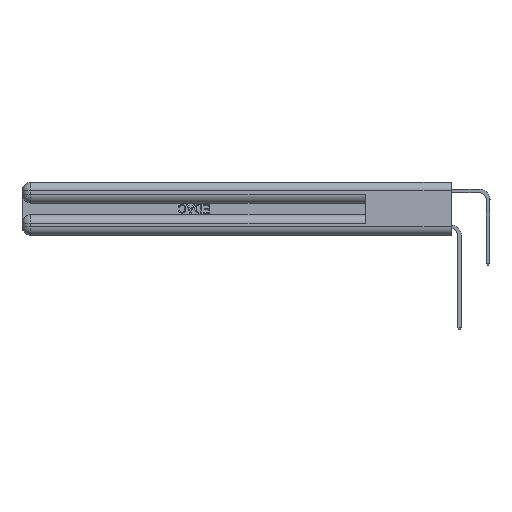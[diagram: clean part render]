
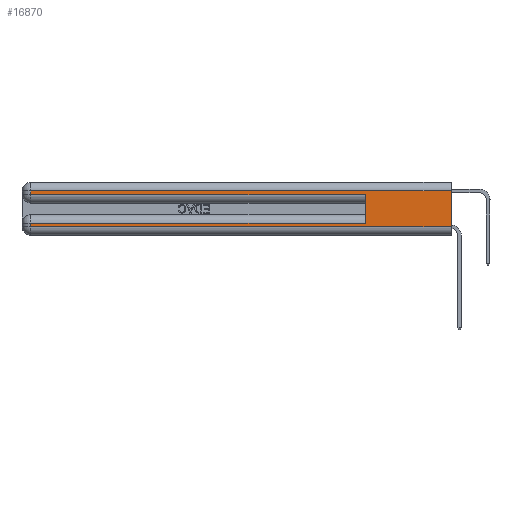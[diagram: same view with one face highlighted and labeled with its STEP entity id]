
A CAD part, left-side view. The second image highlights one B-rep face of the part: STEP entity #16870.
In plain terms, the highlighted planar face has unit normal (-1, 0, 0).
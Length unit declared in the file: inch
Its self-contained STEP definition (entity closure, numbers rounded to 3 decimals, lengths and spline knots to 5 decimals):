
#318 = ORIENTED_EDGE ( 'NONE', *, *, #26695, .T. ) ;
#428 = DIRECTION ( 'NONE',  ( 0., 1., 0. ) ) ;
#473 = CARTESIAN_POINT ( 'NONE',  ( 0., 2.94, 0.37 ) ) ;
#508 = DIRECTION ( 'NONE',  ( 0., 0., -1. ) ) ;
#1096 = DIRECTION ( 'NONE',  ( 0., 0., -1. ) ) ;
#1279 = VECTOR ( 'NONE', #1372, 39.37008 ) ;
#1286 = LINE ( 'NONE', #33574, #19920 ) ;
#1358 = DIRECTION ( 'NONE',  ( 0., -1., 0. ) ) ;
#1372 = DIRECTION ( 'NONE',  ( 0., -1., 0. ) ) ;
#2027 = EDGE_CURVE ( 'NONE', #20882, #7398, #3935, .T. ) ;
#2418 = VECTOR ( 'NONE', #16643, 39.37008 ) ;
#2526 = FACE_OUTER_BOUND ( 'NONE', #10955, .T. ) ;
#3935 = LINE ( 'NONE', #473, #25235 ) ;
#4616 = ORIENTED_EDGE ( 'NONE', *, *, #4640, .T. ) ;
#4640 = EDGE_CURVE ( 'NONE', #12335, #20882, #25525, .T. ) ;
#6746 = LINE ( 'NONE', #22244, #2418 ) ;
#7398 = VERTEX_POINT ( 'NONE', #10407 ) ;
#8658 = CARTESIAN_POINT ( 'NONE',  ( 0., 0., 0.085 ) ) ;
#8942 = VECTOR ( 'NONE', #16451, 39.37008 ) ;
#9184 = CARTESIAN_POINT ( 'NONE',  ( 0., 0., 0.37 ) ) ;
#9450 = CARTESIAN_POINT ( 'NONE',  ( 0., 2.94, 0.31 ) ) ;
#10407 = CARTESIAN_POINT ( 'NONE',  ( 0., 2.94, 0.06 ) ) ;
#10955 = EDGE_LOOP ( 'NONE', ( #17876, #318, #30814, #32328, #29278, #4616, #27304, #29136 ) ) ;
#11853 = DIRECTION ( 'NONE',  ( 1., 0., 0. ) ) ;
#12218 = EDGE_CURVE ( 'NONE', #7398, #28986, #15180, .T. ) ;
#12234 = CARTESIAN_POINT ( 'NONE',  ( 0., 0.6, 0.145 ) ) ;
#12335 = VERTEX_POINT ( 'NONE', #14744 ) ;
#12387 = CARTESIAN_POINT ( 'NONE',  ( 0., 2.94, 0.285 ) ) ;
#13614 = CARTESIAN_POINT ( 'NONE',  ( 0., 0.6, 0.285 ) ) ;
#14744 = CARTESIAN_POINT ( 'NONE',  ( 0., 0.6, 0.085 ) ) ;
#15180 = LINE ( 'NONE', #26001, #28694 ) ;
#16451 = DIRECTION ( 'NONE',  ( 0., 1., 0. ) ) ;
#16643 = DIRECTION ( 'NONE',  ( 0., 0., -1. ) ) ;
#16870 = ADVANCED_FACE ( 'NONE', ( #2526 ), #25727, .F. ) ;
#16932 = VERTEX_POINT ( 'NONE', #9450 ) ;
#17607 = CARTESIAN_POINT ( 'NONE',  ( 0., 0., 0.285 ) ) ;
#17876 = ORIENTED_EDGE ( 'NONE', *, *, #25352, .F. ) ;
#18757 = CARTESIAN_POINT ( 'NONE',  ( 0., 0., 0.31 ) ) ;
#19178 = VERTEX_POINT ( 'NONE', #32301 ) ;
#19326 = VECTOR ( 'NONE', #32438, 39.37008 ) ;
#19548 = VERTEX_POINT ( 'NONE', #13614 ) ;
#19920 = VECTOR ( 'NONE', #508, 39.37008 ) ;
#20128 = DIRECTION ( 'NONE',  ( 0., 0., -1. ) ) ;
#20742 = CARTESIAN_POINT ( 'NONE',  ( 0., 2.94, 0.085 ) ) ;
#20882 = VERTEX_POINT ( 'NONE', #20742 ) ;
#21249 = LINE ( 'NONE', #17607, #1279 ) ;
#22244 = CARTESIAN_POINT ( 'NONE',  ( 0., 2.94, 0.37 ) ) ;
#22474 = VERTEX_POINT ( 'NONE', #12387 ) ;
#22502 = EDGE_CURVE ( 'NONE', #22474, #19548, #21249, .T. ) ;
#24259 = VECTOR ( 'NONE', #428, 39.37008 ) ;
#25235 = VECTOR ( 'NONE', #20128, 39.37008 ) ;
#25352 = EDGE_CURVE ( 'NONE', #19178, #28986, #1286, .T. ) ;
#25525 = LINE ( 'NONE', #8658, #24259 ) ;
#25727 = PLANE ( 'NONE',  #31010 ) ;
#25910 = CARTESIAN_POINT ( 'NONE',  ( 0., 0., 0.06 ) ) ;
#26001 = CARTESIAN_POINT ( 'NONE',  ( 0., 0., 0.06 ) ) ;
#26695 = EDGE_CURVE ( 'NONE', #19178, #16932, #30710, .T. ) ;
#27304 = ORIENTED_EDGE ( 'NONE', *, *, #2027, .T. ) ;
#28694 = VECTOR ( 'NONE', #1358, 39.37008 ) ;
#28986 = VERTEX_POINT ( 'NONE', #25910 ) ;
#29136 = ORIENTED_EDGE ( 'NONE', *, *, #12218, .T. ) ;
#29278 = ORIENTED_EDGE ( 'NONE', *, *, #35623, .F. ) ;
#30710 = LINE ( 'NONE', #18757, #8942 ) ;
#30814 = ORIENTED_EDGE ( 'NONE', *, *, #35228, .T. ) ;
#31010 = AXIS2_PLACEMENT_3D ( 'NONE', #9184, #11853, #1096 ) ;
#31950 = LINE ( 'NONE', #12234, #19326 ) ;
#32301 = CARTESIAN_POINT ( 'NONE',  ( 0., 0., 0.31 ) ) ;
#32328 = ORIENTED_EDGE ( 'NONE', *, *, #22502, .T. ) ;
#32438 = DIRECTION ( 'NONE',  ( 0., 0., 1. ) ) ;
#33574 = CARTESIAN_POINT ( 'NONE',  ( 0., 0., 0.37 ) ) ;
#35228 = EDGE_CURVE ( 'NONE', #16932, #22474, #6746, .T. ) ;
#35623 = EDGE_CURVE ( 'NONE', #12335, #19548, #31950, .T. ) ;
